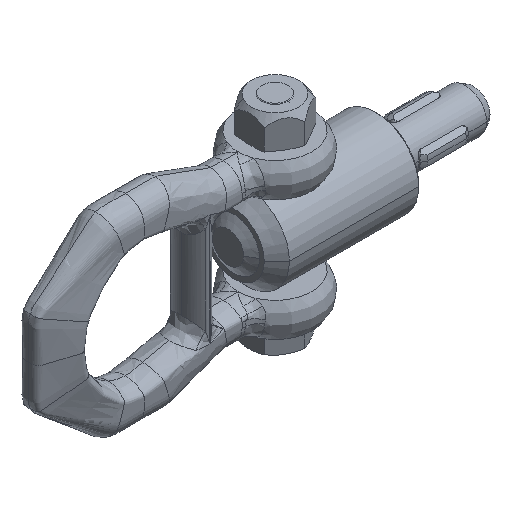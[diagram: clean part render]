
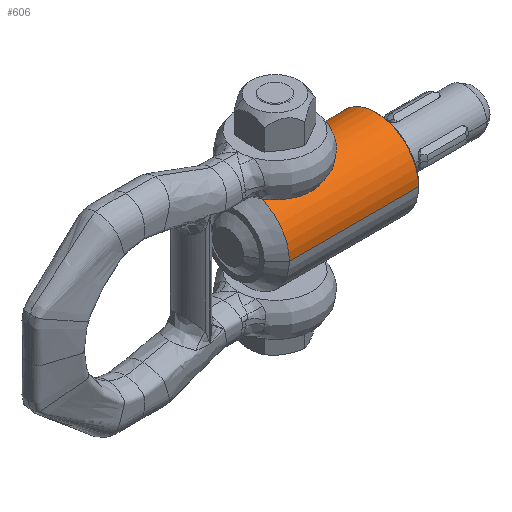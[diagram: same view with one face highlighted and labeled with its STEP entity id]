
A CAD part, isometric view. The second image highlights one B-rep face of the part: STEP entity #606.
In plain terms, the highlighted cylindrical face has radius 10.75 mm (diameter 21.5 mm), a partial arc.
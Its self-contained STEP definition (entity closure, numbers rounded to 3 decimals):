
#606=ADVANCED_FACE('',(#1312,#1313),#1314,.T.);
#1312=FACE_BOUND('',#9118,.T.);
#1313=FACE_OUTER_BOUND('',#9119,.T.);
#1314=CYLINDRICAL_SURFACE('',#9120,10.75);
#9118=EDGE_LOOP('',(#10738,#10739,#10740));
#9119=EDGE_LOOP('',(#10741,#10742,#10743,#10744));
#9120=AXIS2_PLACEMENT_3D('',#10745,#10746,#10747);
#10738=ORIENTED_EDGE('',*,*,#12284,.T.);
#10739=ORIENTED_EDGE('',*,*,#12285,.T.);
#10740=ORIENTED_EDGE('',*,*,#12286,.T.);
#10741=ORIENTED_EDGE('',*,*,#12287,.F.);
#10742=ORIENTED_EDGE('',*,*,#12288,.T.);
#10743=ORIENTED_EDGE('',*,*,#12289,.F.);
#10744=ORIENTED_EDGE('',*,*,#12290,.F.);
#10745=CARTESIAN_POINT('',(19.325,0.,0.0));
#10746=DIRECTION('',(-1.0,0.0,0.0));
#10747=DIRECTION('',(0.0,1.0,0.0));
#12284=EDGE_CURVE('',#13560,#13561,#13562,.T.);
#12285=EDGE_CURVE('',#13561,#13563,#13564,.T.);
#12286=EDGE_CURVE('',#13563,#13560,#13565,.T.);
#12287=EDGE_CURVE('',#13566,#13552,#13567,.T.);
#12288=EDGE_CURVE('',#13566,#13568,#13569,.T.);
#12289=EDGE_CURVE('',#13556,#13568,#13570,.T.);
#12290=EDGE_CURVE('',#13552,#13556,#13571,.T.);
#13552=VERTEX_POINT('',#20092);
#13556=VERTEX_POINT('',#20097);
#13560=VERTEX_POINT('',#20102);
#13561=VERTEX_POINT('',#20103);
#13562=B_SPLINE_CURVE_WITH_KNOTS('',3,(#20104,#20105,#20106,#20107,#20108,#20109,#20110,#20111,#20112,#20113,#20114,#20115,#20116,#20117,#20118,#20119,#20120,#20121,#20122,#20123,#20124,#20125,#20126,#20127,#20128,#20129),.UNSPECIFIED.,.F.,.F.,(4,2,2,2,2,2,2,2,2,2,2,2,4),(0.0,0.156,0.312,0.469,0.625,0.781,0.937,1.093,1.249,1.406,1.562,1.718,1.874),.UNSPECIFIED.);
#13563=VERTEX_POINT('',#20130);
#13564=B_SPLINE_CURVE_WITH_KNOTS('',3,(#20131,#20132,#20133,#20134,#20135,#20136,#20137,#20138,#20139,#20140,#20141,#20142,#20143,#20144,#20145,#20146,#20147,#20148,#20149,#20150,#20151,#20152,#20153,#20154,#20155,#20156),.UNSPECIFIED.,.F.,.F.,(4,2,2,2,2,2,2,2,2,2,2,2,4),(0.0,0.156,0.312,0.469,0.625,0.781,0.937,1.093,1.249,1.406,1.562,1.718,1.874),.UNSPECIFIED.);
#13565=B_SPLINE_CURVE_WITH_KNOTS('',3,(#20157,#20158,#20159,#20160,#20161,#20162,#20163,#20164,#20165,#20166),.UNSPECIFIED.,.F.,.F.,(4,2,2,2,4),(1.874,2.03,2.186,2.343,2.499),.UNSPECIFIED.);
#13566=VERTEX_POINT('',#20167);
#13567=LINE('',#20168,#20169);
#13568=VERTEX_POINT('',#20170);
#13569=CIRCLE('',#20171,10.75);
#13570=LINE('',#20172,#20173);
#13571=CIRCLE('',#20174,10.75);
#20092=CARTESIAN_POINT('',(35.5,10.75,0.0));
#20097=CARTESIAN_POINT('',(35.5,-10.75,0.));
#20102=CARTESIAN_POINT('',(10.3,-4.1,9.937));
#20103=CARTESIAN_POINT('',(6.2,0.,10.75));
#20104=CARTESIAN_POINT('',(10.3,-4.1,9.937));
#20105=CARTESIAN_POINT('',(9.779,-4.1,9.937));
#20106=CARTESIAN_POINT('',(9.228,-3.995,9.983));
#20107=CARTESIAN_POINT('',(8.22,-3.575,10.141));
#20108=CARTESIAN_POINT('',(7.762,-3.26,10.251));
#20109=CARTESIAN_POINT('',(7.04,-2.538,10.453));
#20110=CARTESIAN_POINT('',(6.725,-2.081,10.559));
#20111=CARTESIAN_POINT('',(6.305,-1.072,10.709));
#20112=CARTESIAN_POINT('',(6.2,-0.52,10.75));
#20113=CARTESIAN_POINT('',(6.2,0.52,10.75));
#20114=CARTESIAN_POINT('',(6.305,1.072,10.709));
#20115=CARTESIAN_POINT('',(6.725,2.081,10.559));
#20116=CARTESIAN_POINT('',(7.04,2.538,10.453));
#20117=CARTESIAN_POINT('',(7.762,3.26,10.251));
#20118=CARTESIAN_POINT('',(8.22,3.575,10.141));
#20119=CARTESIAN_POINT('',(9.228,3.995,9.983));
#20120=CARTESIAN_POINT('',(9.779,4.1,9.937));
#20121=CARTESIAN_POINT('',(10.821,4.1,9.937));
#20122=CARTESIAN_POINT('',(11.372,3.995,9.983));
#20123=CARTESIAN_POINT('',(12.38,3.575,10.141));
#20124=CARTESIAN_POINT('',(12.838,3.26,10.251));
#20125=CARTESIAN_POINT('',(13.56,2.538,10.453));
#20126=CARTESIAN_POINT('',(13.875,2.081,10.559));
#20127=CARTESIAN_POINT('',(14.295,1.072,10.709));
#20128=CARTESIAN_POINT('',(14.4,0.52,10.75));
#20129=CARTESIAN_POINT('',(14.4,0.,10.75));
#20130=CARTESIAN_POINT('',(14.4,0.,10.75));
#20131=CARTESIAN_POINT('',(10.3,-4.1,9.937));
#20132=CARTESIAN_POINT('',(9.779,-4.1,9.937));
#20133=CARTESIAN_POINT('',(9.228,-3.995,9.983));
#20134=CARTESIAN_POINT('',(8.22,-3.575,10.141));
#20135=CARTESIAN_POINT('',(7.762,-3.26,10.251));
#20136=CARTESIAN_POINT('',(7.04,-2.538,10.453));
#20137=CARTESIAN_POINT('',(6.725,-2.081,10.559));
#20138=CARTESIAN_POINT('',(6.305,-1.072,10.709));
#20139=CARTESIAN_POINT('',(6.2,-0.52,10.75));
#20140=CARTESIAN_POINT('',(6.2,0.52,10.75));
#20141=CARTESIAN_POINT('',(6.305,1.072,10.709));
#20142=CARTESIAN_POINT('',(6.725,2.081,10.559));
#20143=CARTESIAN_POINT('',(7.04,2.538,10.453));
#20144=CARTESIAN_POINT('',(7.762,3.26,10.251));
#20145=CARTESIAN_POINT('',(8.22,3.575,10.141));
#20146=CARTESIAN_POINT('',(9.228,3.995,9.983));
#20147=CARTESIAN_POINT('',(9.779,4.1,9.937));
#20148=CARTESIAN_POINT('',(10.821,4.1,9.937));
#20149=CARTESIAN_POINT('',(11.372,3.995,9.983));
#20150=CARTESIAN_POINT('',(12.38,3.575,10.141));
#20151=CARTESIAN_POINT('',(12.838,3.26,10.251));
#20152=CARTESIAN_POINT('',(13.56,2.538,10.453));
#20153=CARTESIAN_POINT('',(13.875,2.081,10.559));
#20154=CARTESIAN_POINT('',(14.295,1.072,10.709));
#20155=CARTESIAN_POINT('',(14.4,0.52,10.75));
#20156=CARTESIAN_POINT('',(14.4,0.,10.75));
#20157=CARTESIAN_POINT('',(14.4,0.,10.75));
#20158=CARTESIAN_POINT('',(14.4,-0.52,10.75));
#20159=CARTESIAN_POINT('',(14.295,-1.072,10.709));
#20160=CARTESIAN_POINT('',(13.875,-2.081,10.559));
#20161=CARTESIAN_POINT('',(13.56,-2.538,10.453));
#20162=CARTESIAN_POINT('',(12.838,-3.26,10.251));
#20163=CARTESIAN_POINT('',(12.38,-3.575,10.141));
#20164=CARTESIAN_POINT('',(11.372,-3.995,9.983));
#20165=CARTESIAN_POINT('',(10.821,-4.1,9.937));
#20166=CARTESIAN_POINT('',(10.3,-4.1,9.937));
#20167=CARTESIAN_POINT('',(3.15,10.75,0.0));
#20168=CARTESIAN_POINT('',(19.325,10.75,0.));
#20169=VECTOR('',#21746,1.0);
#20170=CARTESIAN_POINT('',(3.15,-10.75,0.));
#20171=AXIS2_PLACEMENT_3D('',#21747,#21748,#21749);
#20172=CARTESIAN_POINT('',(19.325,-10.75,0.));
#20173=VECTOR('',#21750,10.75);
#20174=AXIS2_PLACEMENT_3D('',#21751,#21752,#21753);
#21746=DIRECTION('',(1.0,-0.0,-0.0));
#21747=CARTESIAN_POINT('',(3.15,0.,0.0));
#21748=DIRECTION('',(1.0,0.,-0.0));
#21749=DIRECTION('',(0.0,0.0,1.0));
#21750=DIRECTION('',(-1.0,0.,0.0));
#21751=CARTESIAN_POINT('',(35.5,0.,0.0));
#21752=DIRECTION('',(1.0,0.,-0.0));
#21753=DIRECTION('',(0.0,0.0,1.0));
